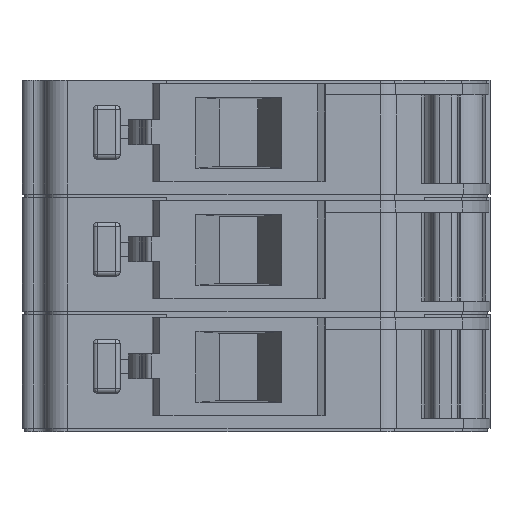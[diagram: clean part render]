
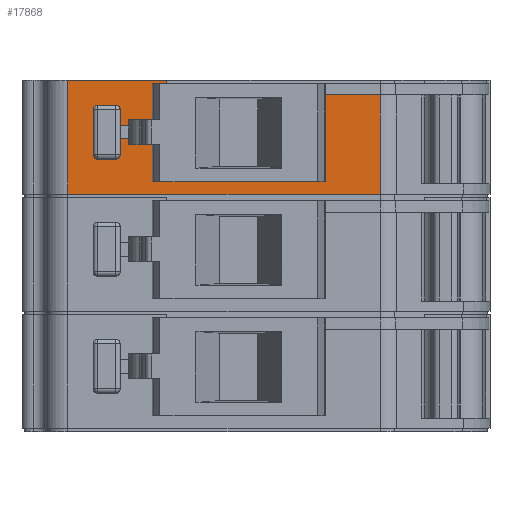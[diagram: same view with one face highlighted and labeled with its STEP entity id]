
A CAD part, front view. The second image highlights one B-rep face of the part: STEP entity #17868.
In plain terms, the highlighted planar face has unit normal (0, -1, 0).
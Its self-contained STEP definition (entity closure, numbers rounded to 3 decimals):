
#324 = DIRECTION ( 'NONE',  ( 0., 0., -1. ) ) ;
#716 = VECTOR ( 'NONE', #25249, 1000. ) ;
#1051 = ORIENTED_EDGE ( 'NONE', *, *, #3429, .F. ) ;
#1718 = DIRECTION ( 'NONE',  ( -1., 0., 0. ) ) ;
#1777 = DIRECTION ( 'NONE',  ( 0., 1., 0. ) ) ;
#1901 = CARTESIAN_POINT ( 'NONE',  ( -36.379, 13.714, 11.537 ) ) ;
#2043 = DIRECTION ( 'NONE',  ( 0., 0., 1. ) ) ;
#2290 = VECTOR ( 'NONE', #2043, 1000. ) ;
#2502 = CARTESIAN_POINT ( 'NONE',  ( -45.872, 13.714, 14.387 ) ) ;
#2723 = EDGE_CURVE ( 'NONE', #13881, #25439, #12489, .T. ) ;
#2913 = VERTEX_POINT ( 'NONE', #5491 ) ;
#2973 = VECTOR ( 'NONE', #21999, 1000. ) ;
#3042 = ORIENTED_EDGE ( 'NONE', *, *, #14146, .F. ) ;
#3378 = ORIENTED_EDGE ( 'NONE', *, *, #5796, .F. ) ;
#3429 = EDGE_CURVE ( 'NONE', #4237, #2913, #18763, .T. ) ;
#3774 = VERTEX_POINT ( 'NONE', #5715 ) ;
#3801 = DIRECTION ( 'NONE',  ( 0., 0., -1. ) ) ;
#3823 = PLANE ( 'NONE',  #9605 ) ;
#3854 = DIRECTION ( 'NONE',  ( 1., 0., 0. ) ) ;
#3923 = CARTESIAN_POINT ( 'NONE',  ( -36.379, 13.714, 14.487 ) ) ;
#4237 = VERTEX_POINT ( 'NONE', #4543 ) ;
#4325 = CARTESIAN_POINT ( 'NONE',  ( -50.276, 13.714, 14.537 ) ) ;
#4369 = LINE ( 'NONE', #15307, #2290 ) ;
#4451 = VERTEX_POINT ( 'NONE', #18233 ) ;
#4543 = CARTESIAN_POINT ( 'NONE',  ( -48.234, 13.714, 11.537 ) ) ;
#5031 = VERTEX_POINT ( 'NONE', #2502 ) ;
#5360 = VECTOR ( 'NONE', #9715, 1000. ) ;
#5491 = CARTESIAN_POINT ( 'NONE',  ( -48.234, 13.714, 12.937 ) ) ;
#5595 = EDGE_CURVE ( 'NONE', #4451, #14924, #9899, .T. ) ;
#5715 = CARTESIAN_POINT ( 'NONE',  ( -36.379, 13.714, 9.487 ) ) ;
#5734 = VECTOR ( 'NONE', #21491, 1000. ) ;
#5796 = EDGE_CURVE ( 'NONE', #3774, #15741, #28563, .T. ) ;
#6211 = EDGE_LOOP ( 'NONE', ( #1051, #21577, #18772, #7613 ) ) ;
#6802 = ORIENTED_EDGE ( 'NONE', *, *, #8591, .F. ) ;
#6951 = EDGE_CURVE ( 'NONE', #5031, #4451, #7033, .T. ) ;
#6991 = EDGE_CURVE ( 'NONE', #26452, #28655, #28119, .T. ) ;
#7033 = LINE ( 'NONE', #10513, #21276 ) ;
#7091 = ORIENTED_EDGE ( 'NONE', *, *, #8089, .F. ) ;
#7613 = ORIENTED_EDGE ( 'NONE', *, *, #23302, .F. ) ;
#7909 = EDGE_LOOP ( 'NONE', ( #15338, #16391, #7091, #11685, #13056, #3378, #24114, #15840, #3042, #6802 ) ) ;
#8089 = EDGE_CURVE ( 'NONE', #10608, #5031, #20537, .T. ) ;
#8122 = LINE ( 'NONE', #22987, #5360 ) ;
#8591 = EDGE_CURVE ( 'NONE', #14924, #11086, #14260, .T. ) ;
#9605 = AXIS2_PLACEMENT_3D ( 'NONE', #3923, #1777, #10780 ) ;
#9701 = VECTOR ( 'NONE', #26206, 1000. ) ;
#9715 = DIRECTION ( 'NONE',  ( 0., 0., -1. ) ) ;
#9899 = LINE ( 'NONE', #26794, #12696 ) ;
#10513 = CARTESIAN_POINT ( 'NONE',  ( -36.379, 13.714, 14.387 ) ) ;
#10608 = VERTEX_POINT ( 'NONE', #24881 ) ;
#10780 = DIRECTION ( 'NONE',  ( -1., 0., 0. ) ) ;
#11086 = VERTEX_POINT ( 'NONE', #23340 ) ;
#11224 = DIRECTION ( 'NONE',  ( 0., 0., -1. ) ) ;
#11685 = ORIENTED_EDGE ( 'NONE', *, *, #25607, .F. ) ;
#12067 = CARTESIAN_POINT ( 'NONE',  ( -46.522, 13.714, 10.037 ) ) ;
#12337 = FACE_BOUND ( 'NONE', #6211, .T. ) ;
#12489 = LINE ( 'NONE', #26415, #28024 ) ;
#12666 = LINE ( 'NONE', #21519, #25125 ) ;
#12696 = VECTOR ( 'NONE', #324, 1000. ) ;
#12950 = VECTOR ( 'NONE', #19756, 1000. ) ;
#12977 = LINE ( 'NONE', #1901, #17162 ) ;
#13021 = LINE ( 'NONE', #22094, #2973 ) ;
#13056 = ORIENTED_EDGE ( 'NONE', *, *, #25776, .F. ) ;
#13881 = VERTEX_POINT ( 'NONE', #18741 ) ;
#14146 = EDGE_CURVE ( 'NONE', #11086, #26452, #13021, .T. ) ;
#14260 = LINE ( 'NONE', #21006, #18457 ) ;
#14616 = VECTOR ( 'NONE', #3801, 1000. ) ;
#14924 = VERTEX_POINT ( 'NONE', #12067 ) ;
#15307 = CARTESIAN_POINT ( 'NONE',  ( -50.276, 13.714, 14.487 ) ) ;
#15338 = ORIENTED_EDGE ( 'NONE', *, *, #5595, .F. ) ;
#15620 = LINE ( 'NONE', #21596, #9701 ) ;
#15648 = VERTEX_POINT ( 'NONE', #4325 ) ;
#15741 = VERTEX_POINT ( 'NONE', #20318 ) ;
#15840 = ORIENTED_EDGE ( 'NONE', *, *, #6991, .F. ) ;
#16391 = ORIENTED_EDGE ( 'NONE', *, *, #6951, .F. ) ;
#17162 = VECTOR ( 'NONE', #3854, 1000. ) ;
#17868 = ADVANCED_FACE ( 'NONE', ( #22045, #12337 ), #3823, .F. ) ;
#17937 = CARTESIAN_POINT ( 'NONE',  ( -48.234, 13.714, 14.487 ) ) ;
#18233 = CARTESIAN_POINT ( 'NONE',  ( -46.522, 13.714, 14.387 ) ) ;
#18321 = EDGE_CURVE ( 'NONE', #25439, #4237, #12977, .T. ) ;
#18457 = VECTOR ( 'NONE', #23184, 1000. ) ;
#18741 = CARTESIAN_POINT ( 'NONE',  ( -48.834, 13.714, 12.937 ) ) ;
#18763 = LINE ( 'NONE', #17937, #716 ) ;
#18772 = ORIENTED_EDGE ( 'NONE', *, *, #2723, .F. ) ;
#19479 = CARTESIAN_POINT ( 'NONE',  ( -36.379, 13.714, 13.887 ) ) ;
#19756 = DIRECTION ( 'NONE',  ( 1., 0., 0. ) ) ;
#20071 = CARTESIAN_POINT ( 'NONE',  ( -36.379, 13.714, 13.887 ) ) ;
#20318 = CARTESIAN_POINT ( 'NONE',  ( -50.276, 13.714, 9.487 ) ) ;
#20537 = LINE ( 'NONE', #23912, #14616 ) ;
#20995 = CARTESIAN_POINT ( 'NONE',  ( -38.822, 13.714, 13.887 ) ) ;
#21006 = CARTESIAN_POINT ( 'NONE',  ( -36.379, 13.714, 10.037 ) ) ;
#21046 = CARTESIAN_POINT ( 'NONE',  ( -48.834, 13.714, 11.537 ) ) ;
#21276 = VECTOR ( 'NONE', #1718, 1000. ) ;
#21491 = DIRECTION ( 'NONE',  ( -1., 0., 0. ) ) ;
#21519 = CARTESIAN_POINT ( 'NONE',  ( -33.229, 13.714, 14.537 ) ) ;
#21577 = ORIENTED_EDGE ( 'NONE', *, *, #18321, .F. ) ;
#21596 = CARTESIAN_POINT ( 'NONE',  ( -36.379, 13.714, 12.937 ) ) ;
#21999 = DIRECTION ( 'NONE',  ( 0., 0., 1. ) ) ;
#22045 = FACE_OUTER_BOUND ( 'NONE', #7909, .T. ) ;
#22094 = CARTESIAN_POINT ( 'NONE',  ( -38.822, 13.714, 14.487 ) ) ;
#22987 = CARTESIAN_POINT ( 'NONE',  ( -36.379, 13.714, 14.487 ) ) ;
#23184 = DIRECTION ( 'NONE',  ( 1., 0., 0. ) ) ;
#23302 = EDGE_CURVE ( 'NONE', #2913, #13881, #15620, .T. ) ;
#23340 = CARTESIAN_POINT ( 'NONE',  ( -38.822, 13.714, 10.037 ) ) ;
#23606 = DIRECTION ( 'NONE',  ( 1., 0., 0. ) ) ;
#23912 = CARTESIAN_POINT ( 'NONE',  ( -45.872, 13.714, 9.337 ) ) ;
#24114 = ORIENTED_EDGE ( 'NONE', *, *, #27625, .F. ) ;
#24881 = CARTESIAN_POINT ( 'NONE',  ( -45.872, 13.714, 14.537 ) ) ;
#25125 = VECTOR ( 'NONE', #23606, 1000. ) ;
#25249 = DIRECTION ( 'NONE',  ( 0., 0., 1. ) ) ;
#25439 = VERTEX_POINT ( 'NONE', #21046 ) ;
#25539 = CARTESIAN_POINT ( 'NONE',  ( -36.379, 13.714, 9.487 ) ) ;
#25607 = EDGE_CURVE ( 'NONE', #15648, #10608, #12666, .T. ) ;
#25776 = EDGE_CURVE ( 'NONE', #15741, #15648, #4369, .T. ) ;
#26206 = DIRECTION ( 'NONE',  ( -1., 0., 0. ) ) ;
#26415 = CARTESIAN_POINT ( 'NONE',  ( -48.834, 13.714, 14.487 ) ) ;
#26452 = VERTEX_POINT ( 'NONE', #20995 ) ;
#26794 = CARTESIAN_POINT ( 'NONE',  ( -46.522, 13.714, 14.487 ) ) ;
#27625 = EDGE_CURVE ( 'NONE', #28655, #3774, #8122, .T. ) ;
#28024 = VECTOR ( 'NONE', #11224, 1000. ) ;
#28119 = LINE ( 'NONE', #19479, #12950 ) ;
#28563 = LINE ( 'NONE', #25539, #5734 ) ;
#28655 = VERTEX_POINT ( 'NONE', #20071 ) ;
